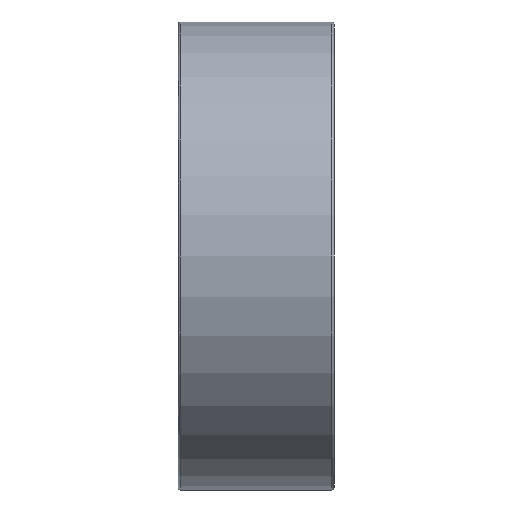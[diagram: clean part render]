
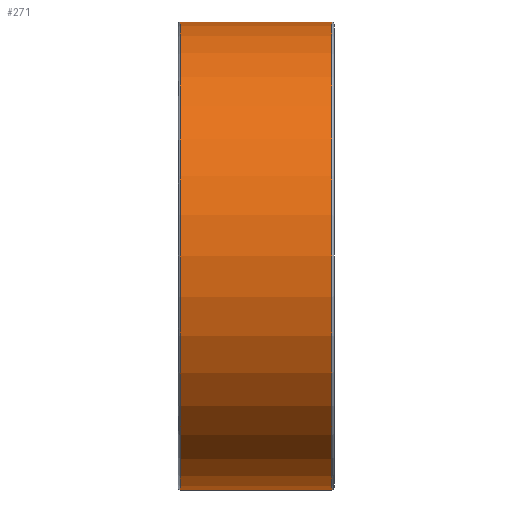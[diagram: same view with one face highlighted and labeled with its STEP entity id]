
A CAD part, front view. The second image highlights one B-rep face of the part: STEP entity #271.
In plain terms, the highlighted cylindrical face has radius 7.5 mm (diameter 15 mm), a full revolution.
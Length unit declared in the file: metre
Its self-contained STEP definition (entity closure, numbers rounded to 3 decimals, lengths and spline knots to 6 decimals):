
#27=CYLINDRICAL_SURFACE('',#330,0.0075);
#66=ORIENTED_EDGE('',*,*,#98,.T.);
#67=ORIENTED_EDGE('',*,*,#99,.T.);
#98=EDGE_CURVE('',#122,#122,#146,.T.);
#99=EDGE_CURVE('',#123,#123,#147,.T.);
#122=VERTEX_POINT('',#501);
#123=VERTEX_POINT('',#503);
#146=CIRCLE('',#331,0.0075);
#147=CIRCLE('',#332,0.0075);
#186=EDGE_LOOP('',(#66));
#187=EDGE_LOOP('',(#67));
#234=FACE_BOUND('',#186,.T.);
#235=FACE_BOUND('',#187,.T.);
#271=ADVANCED_FACE('',(#234,#235),#27,.T.);
#330=AXIS2_PLACEMENT_3D('',#499,#421,#422);
#331=AXIS2_PLACEMENT_3D('',#500,#423,#424);
#332=AXIS2_PLACEMENT_3D('',#502,#425,#426);
#421=DIRECTION('',(-1.,0.,0.));
#422=DIRECTION('',(0.,0.,1.));
#423=DIRECTION('',(1.,0.,0.));
#424=DIRECTION('',(0.,0.,-1.));
#425=DIRECTION('',(-1.,0.,0.));
#426=DIRECTION('',(0.,0.,1.));
#499=CARTESIAN_POINT('',(0.,0.,0.));
#500=CARTESIAN_POINT('',(-0.00242,0.,0.));
#501=CARTESIAN_POINT('',(-0.00242,0.,-0.0075));
#502=CARTESIAN_POINT('',(0.00242,0.,0.));
#503=CARTESIAN_POINT('',(0.00242,0.,0.0075));
